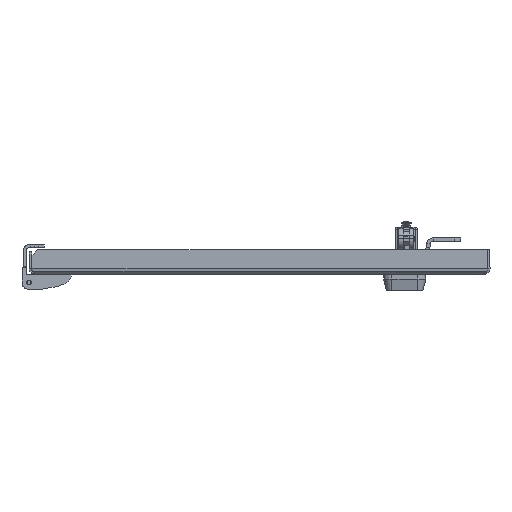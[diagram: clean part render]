
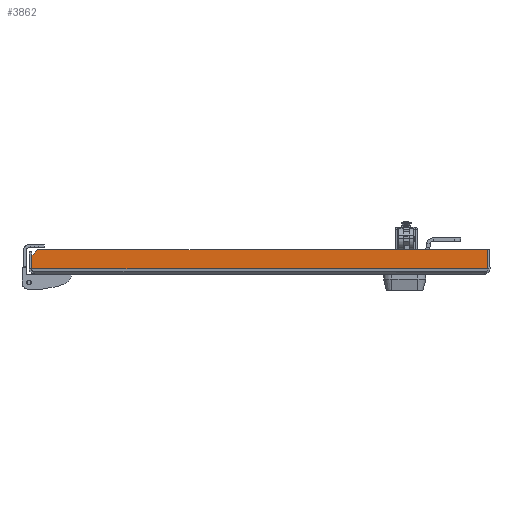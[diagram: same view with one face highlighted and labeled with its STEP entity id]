
A CAD part, left-side view. The second image highlights one B-rep face of the part: STEP entity #3862.
In plain terms, the highlighted planar face has unit normal (-1, 0, 0).
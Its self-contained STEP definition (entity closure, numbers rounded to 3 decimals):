
#173 = ORIENTED_EDGE ( 'NONE', *, *, #12603, .F. ) ;
#621 = ORIENTED_EDGE ( 'NONE', *, *, #5622, .F. ) ;
#2003 = VERTEX_POINT ( 'NONE', #15195 ) ;
#2196 = VERTEX_POINT ( 'NONE', #3891 ) ;
#2614 = VERTEX_POINT ( 'NONE', #4454 ) ;
#2938 = LINE ( 'NONE', #3038, #17200 ) ;
#3017 = DIRECTION ( 'NONE',  ( 0., 0., -1. ) ) ;
#3038 = CARTESIAN_POINT ( 'NONE',  ( 0., 0., 2.7 ) ) ;
#3505 = EDGE_CURVE ( 'NONE', #2003, #12464, #15207, .T. ) ;
#3862 = ADVANCED_FACE ( 'NONE', ( #18208 ), #4853, .F. ) ;
#3891 = CARTESIAN_POINT ( 'NONE',  ( 0., -2.141, 2.7 ) ) ;
#4163 = VECTOR ( 'NONE', #16405, 1000. ) ;
#4454 = CARTESIAN_POINT ( 'NONE',  ( 0., -2.141, 14. ) ) ;
#4674 = DIRECTION ( 'NONE',  ( 0., 1., 0. ) ) ;
#4853 = PLANE ( 'NONE',  #7901 ) ;
#5070 = ORIENTED_EDGE ( 'NONE', *, *, #9862, .T. ) ;
#5142 = EDGE_CURVE ( 'NONE', #12464, #18697, #9527, .T. ) ;
#5152 = CARTESIAN_POINT ( 'NONE',  ( 0., 0., 19. ) ) ;
#5622 = EDGE_CURVE ( 'NONE', #2196, #2614, #8432, .T. ) ;
#6124 = DIRECTION ( 'NONE',  ( 0., 0.707, -0.707 ) ) ;
#7568 = CARTESIAN_POINT ( 'NONE',  ( 0., -2.141, 14. ) ) ;
#7901 = AXIS2_PLACEMENT_3D ( 'NONE', #14911, #17931, #3017 ) ;
#8432 = LINE ( 'NONE', #17321, #14011 ) ;
#9087 = ORIENTED_EDGE ( 'NONE', *, *, #5142, .T. ) ;
#9527 = LINE ( 'NONE', #5152, #19152 ) ;
#9862 = EDGE_CURVE ( 'NONE', #18697, #2614, #18004, .T. ) ;
#10577 = CARTESIAN_POINT ( 'NONE',  ( 0., -7.141, 19. ) ) ;
#11270 = DIRECTION ( 'NONE',  ( 0., 1., 0. ) ) ;
#12464 = VERTEX_POINT ( 'NONE', #17295 ) ;
#12603 = EDGE_CURVE ( 'NONE', #2003, #2196, #2938, .T. ) ;
#13837 = CARTESIAN_POINT ( 'NONE',  ( 0., -389.359, 2.7 ) ) ;
#14011 = VECTOR ( 'NONE', #14564, 1000. ) ;
#14564 = DIRECTION ( 'NONE',  ( 0., 0., 1. ) ) ;
#14911 = CARTESIAN_POINT ( 'NONE',  ( 0., 0., 0. ) ) ;
#15009 = EDGE_LOOP ( 'NONE', ( #9087, #5070, #621, #173, #16256 ) ) ;
#15195 = CARTESIAN_POINT ( 'NONE',  ( 0., -389.359, 2.7 ) ) ;
#15207 = LINE ( 'NONE', #13837, #4163 ) ;
#16256 = ORIENTED_EDGE ( 'NONE', *, *, #3505, .T. ) ;
#16405 = DIRECTION ( 'NONE',  ( 0., 0., 1. ) ) ;
#17200 = VECTOR ( 'NONE', #4674, 1000. ) ;
#17295 = CARTESIAN_POINT ( 'NONE',  ( 0., -389.359, 19. ) ) ;
#17321 = CARTESIAN_POINT ( 'NONE',  ( 0., -2.141, 2.7 ) ) ;
#17931 = DIRECTION ( 'NONE',  ( 1., 0., 0. ) ) ;
#18004 = LINE ( 'NONE', #7568, #18802 ) ;
#18208 = FACE_OUTER_BOUND ( 'NONE', #15009, .T. ) ;
#18697 = VERTEX_POINT ( 'NONE', #10577 ) ;
#18802 = VECTOR ( 'NONE', #6124, 1000. ) ;
#19152 = VECTOR ( 'NONE', #11270, 1000. ) ;
